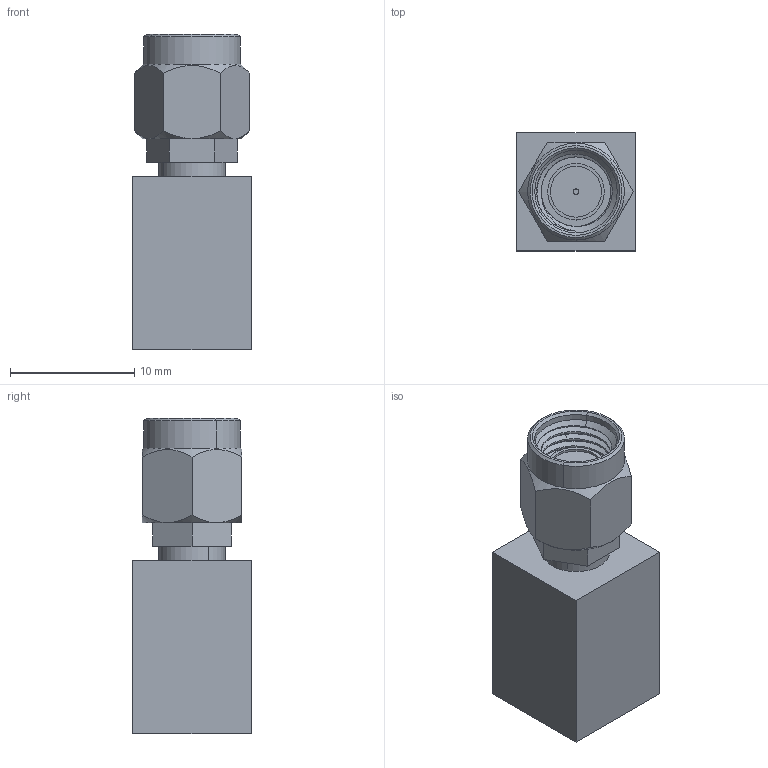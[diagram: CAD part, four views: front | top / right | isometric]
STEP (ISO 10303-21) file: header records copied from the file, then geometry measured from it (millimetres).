
FILE_DESCRIPTION (( 'STEP AP214' ), '1' );
FILE_NAME ('LCK1203-2.STEP', '2020-06-30T15:21:49', ( '' ), ( '' ), 'SwSTEP 2.0', 'SolidWorks 2020', '' );
FILE_SCHEMA (( 'AUTOMOTIVE_DESIGN' ));
Length unit declared in the file: inch
Products named in the file (3): LCK1203-2; 505017; SMA plug thread in (SWM 221-504sf)
Assembly tree (2 placements, depth 2):
  LCK1203-2
    505017
    SMA plug thread in (SWM 221-504sf)
Bounding box: 9.53 x 9.53 x 25.4 mm (x, y, z)
Volume: 1536.8 mm3; surface area: 1830.5 mm2
Topology: 2 solids, 2 shells, 141 faces, 355 edges, 217 vertices
Faces by surface type: cylinder 57, plane 47, cone 28, bspline 9
Entity records: 7578 total; most frequent: CARTESIAN_POINT 4131, ORIENTED_EDGE 702, DIRECTION 655, EDGE_CURVE 351, AXIS2_PLACEMENT_3D 259, VERTEX_POINT 217, EDGE_LOOP 158, FACE_OUTER_BOUND 141
